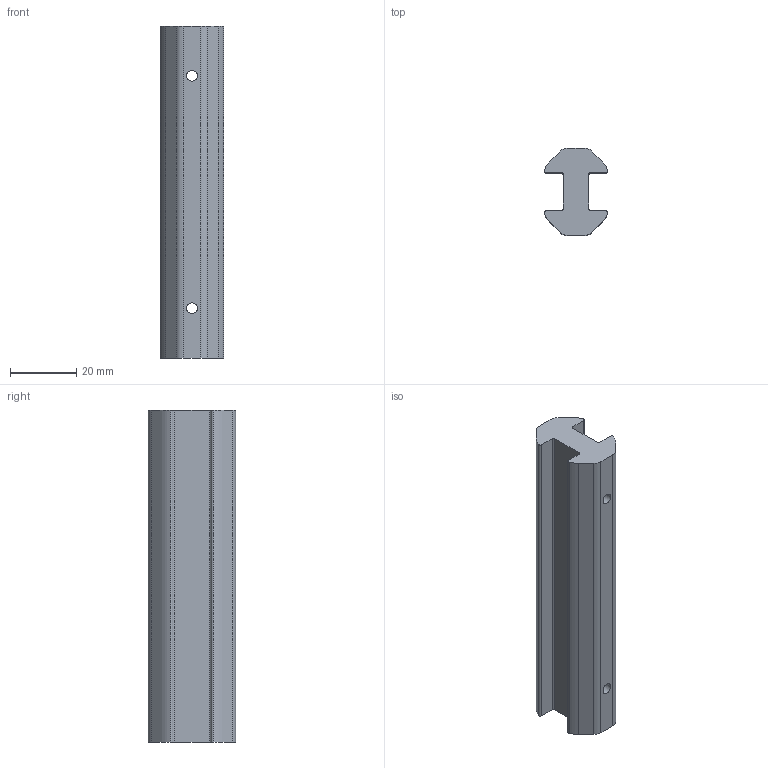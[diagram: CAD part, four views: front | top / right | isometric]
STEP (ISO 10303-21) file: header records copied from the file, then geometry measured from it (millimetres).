
FILE_DESCRIPTION((''),'2;1');
FILE_NAME('SZ1333S_A.stp','2013-08-28T14:57:21',('janine behrens'),(''),'Autodesk Inventor 2012','Autodesk Inventor 2012','');
FILE_SCHEMA(('AUTOMOTIVE_DESIGN { 1 0 10303 214 1 1 1 1 }'));
Length unit declared in the file: millimetre
Products named in the file (1): SZ1333S_A
Bounding box: 19.1 x 26.3 x 100 mm (x, y, z)
Volume: 29768 mm3; surface area: 10801.4 mm2
Topology: 1 solids, 1 shells, 32 faces, 92 edges, 62 vertices
Faces by surface type: cylinder 18, plane 14
Full cylindrical faces by diameter (mm): 3.242 x2
Entity records: 1074 total; most frequent: DIRECTION 190, CARTESIAN_POINT 181, ORIENTED_EDGE 176, EDGE_CURVE 88, AXIS2_PLACEMENT_3D 69, VERTEX_POINT 60, VECTOR 52, LINE 52
